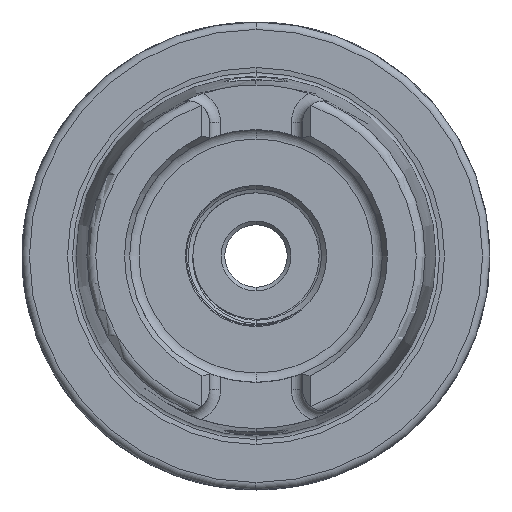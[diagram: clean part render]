
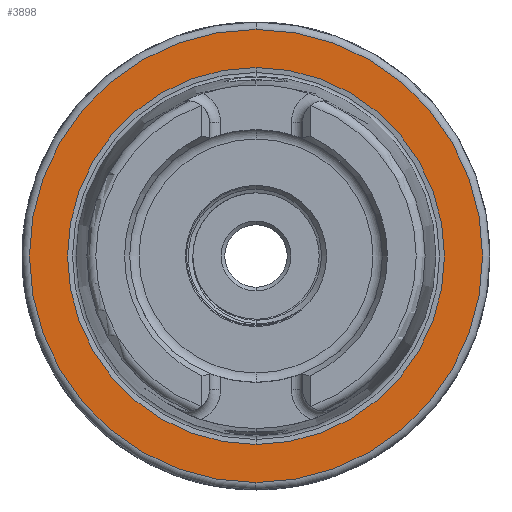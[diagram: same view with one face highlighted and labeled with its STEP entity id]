
A CAD part, left-side view. The second image highlights one B-rep face of the part: STEP entity #3898.
In plain terms, the highlighted planar face has unit normal (-1, 0, 0).
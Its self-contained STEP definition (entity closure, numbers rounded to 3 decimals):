
#1198 = EDGE_CURVE ( 'NONE', #12613, #12576, #4115, .T. ) ;
#1243 = EDGE_CURVE ( 'NONE', #12550, #12491, #4125, .T. ) ;
#3295 = CARTESIAN_POINT ( 'NONE',  ( 0., 0., 0. ) ) ;
#3296 = DIRECTION ( 'NONE',  ( 1., 0., 0. ) ) ;
#3297 = DIRECTION ( 'NONE',  ( 0., 0., -1. ) ) ;
#3538 = CARTESIAN_POINT ( 'NONE',  ( 0., 0., 0. ) ) ;
#3539 = DIRECTION ( 'NONE',  ( -1., 0., 0. ) ) ;
#3540 = DIRECTION ( 'NONE',  ( 0., 0., 1. ) ) ;
#3898 = ADVANCED_FACE ( 'NONE', ( #5520, #5523 ), #8779, .T. ) ;
#4115 = CIRCLE ( 'NONE', #6639, 25.369 ) ;
#4125 = CIRCLE ( 'NONE', #11842, 30.5 ) ;
#4264 = CIRCLE ( 'NONE', #6524, 30.5 ) ;
#4265 = CIRCLE ( 'NONE', #6522, 25.369 ) ;
#4620 = CARTESIAN_POINT ( 'NONE',  ( 0., 0., -30.5 ) ) ;
#4663 = CARTESIAN_POINT ( 'NONE',  ( 0., 0., 30.5 ) ) ;
#4682 = CARTESIAN_POINT ( 'NONE',  ( 0., 0., -25.369 ) ) ;
#5133 = ORIENTED_EDGE ( 'NONE', *, *, #1243, .T. ) ;
#5134 = ORIENTED_EDGE ( 'NONE', *, *, #6464, .T. ) ;
#5135 = ORIENTED_EDGE ( 'NONE', *, *, #6465, .T. ) ;
#5136 = ORIENTED_EDGE ( 'NONE', *, *, #1198, .T. ) ;
#5520 = FACE_OUTER_BOUND ( 'NONE', #9292, .T. ) ;
#5523 = FACE_BOUND ( 'NONE', #13432, .T. ) ;
#5525 = AXIS2_PLACEMENT_3D ( 'NONE', #8780, #8781, #8782 ) ;
#6464 = EDGE_CURVE ( 'NONE', #12491, #12550, #4264, .T. ) ;
#6465 = EDGE_CURVE ( 'NONE', #12576, #12613, #4265, .T. ) ;
#6522 = AXIS2_PLACEMENT_3D ( 'NONE', #10348, #10349, #10350 ) ;
#6524 = AXIS2_PLACEMENT_3D ( 'NONE', #10345, #10346, #10347 ) ;
#6639 = AXIS2_PLACEMENT_3D ( 'NONE', #3295, #3296, #3297 ) ;
#7272 = CARTESIAN_POINT ( 'NONE',  ( 0., 0., 25.369 ) ) ;
#8779 = PLANE ( 'NONE',  #5525 ) ;
#8780 = CARTESIAN_POINT ( 'NONE',  ( 0., 25.369, 0. ) ) ;
#8781 = DIRECTION ( 'NONE',  ( -1., 0., 0. ) ) ;
#8782 = DIRECTION ( 'NONE',  ( 0., 0., 1. ) ) ;
#9292 = EDGE_LOOP ( 'NONE', ( #5133, #5134 ) ) ;
#10345 = CARTESIAN_POINT ( 'NONE',  ( 0., 0., 0. ) ) ;
#10346 = DIRECTION ( 'NONE',  ( -1., 0., 0. ) ) ;
#10347 = DIRECTION ( 'NONE',  ( 0., 0., 1. ) ) ;
#10348 = CARTESIAN_POINT ( 'NONE',  ( 0., 0., 0. ) ) ;
#10349 = DIRECTION ( 'NONE',  ( 1., 0., 0. ) ) ;
#10350 = DIRECTION ( 'NONE',  ( 0., 0., -1. ) ) ;
#11842 = AXIS2_PLACEMENT_3D ( 'NONE', #3538, #3539, #3540 ) ;
#12491 = VERTEX_POINT ( 'NONE', #4620 ) ;
#12550 = VERTEX_POINT ( 'NONE', #4663 ) ;
#12576 = VERTEX_POINT ( 'NONE', #4682 ) ;
#12613 = VERTEX_POINT ( 'NONE', #7272 ) ;
#13432 = EDGE_LOOP ( 'NONE', ( #5136, #5135 ) ) ;
